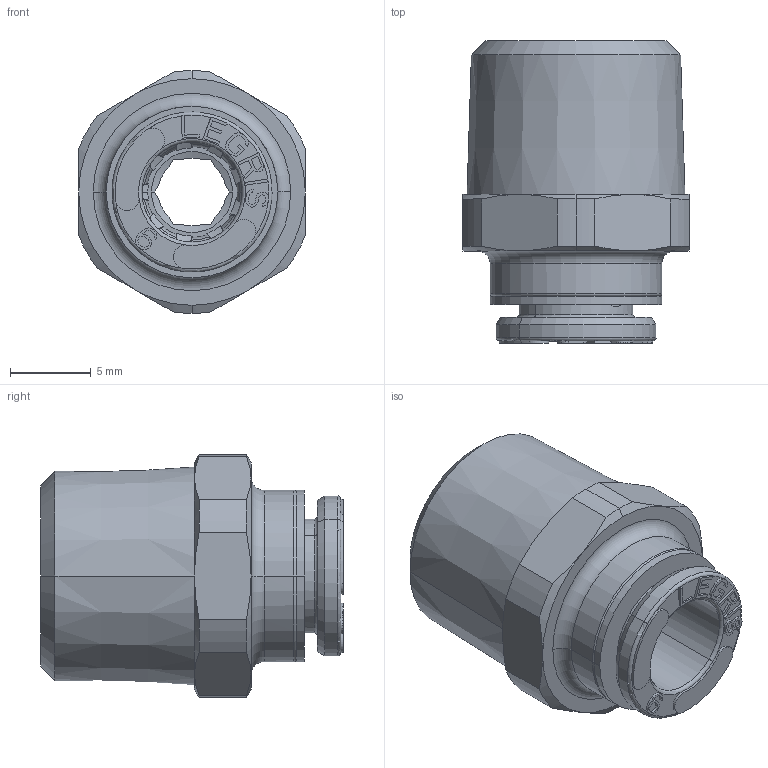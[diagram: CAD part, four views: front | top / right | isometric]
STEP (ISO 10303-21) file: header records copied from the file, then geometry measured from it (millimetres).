
FILE_DESCRIPTION(('STEP AP214'),'1');
FILE_NAME('6805_06_13.stp','2016-07-07T14:41:03',('TraceParts'),('TraceParts S.A.'),'Spatial InterOp 3D',' ',' ');
FILE_SCHEMA(('automotive_design'));
Length unit declared in the file: millimetre
Products named in the file (6): 6805 06 13|44106-62_ASM_912#44106-62_ASM|44106-27_908#44106-27;Solide1; 6805 06 13|44106-62_ASM_912#44106-62_ASM|44106-37_909#44106-37;Solide1; 6805 06 13|44106-62_ASM_912#44106-62_ASM|44106_910#44106;Solide1; 6805 06 13|44106-62_ASM_912#44106-62_ASM|44126-20_911#44126-20;Solide1; 6805 06 13|46706-11_907#46706-11;Solide1; 6805 06 13|44106-11-10-ASM_913#44106-11-10-ASM;Solide1
Bounding box: 14 x 18.7 x 15 mm (x, y, z)
Volume: 1724.4 mm3; surface area: 2358.4 mm2
Topology: 6 solids, 6 shells, 630 faces, 1643 edges, 1039 vertices
Faces by surface type: plane 300, cone 105, cylinder 99, torus 68, bspline 56, sphere 2
Entity records: 26695 total; most frequent: CARTESIAN_POINT 6195, ORIENTED_EDGE 3282, DIRECTION 3128, EDGE_CURVE 1641, AXIS2_PLACEMENT_3D 1090, VERTEX_POINT 1039, LINE 948, VECTOR 948
